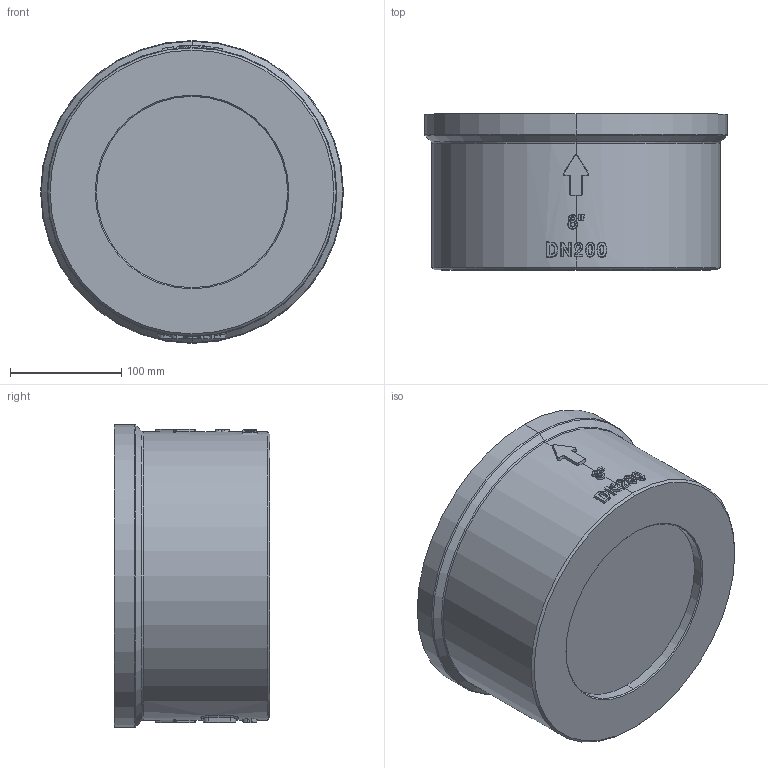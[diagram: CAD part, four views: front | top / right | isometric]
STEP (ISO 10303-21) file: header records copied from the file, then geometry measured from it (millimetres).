
FILE_DESCRIPTION (( 'STEP AP203' ), '1' );
FILE_NAME ('W6.DN200.STEP', '2023-06-23T09:05:51', ( '' ), ( '' ), 'SwSTEP 2.0', 'SolidWorks 2017', '' );
FILE_SCHEMA (( 'CONFIG_CONTROL_DESIGN' ));
Length unit declared in the file: millimetre
Products named in the file (1): W6.DN200
Bounding box: 272 x 140 x 272 mm (x, y, z)
Volume: 7049622.2 mm3; surface area: 237357.8 mm2
Topology: 1 solids, 1 shells, 241 faces, 629 edges, 409 vertices
Faces by surface type: plane 87, bspline 80, cone 34, cylinder 32, torus 8
Entity records: 16322 total; most frequent: CARTESIAN_POINT 11270, ORIENTED_EDGE 1258, DIRECTION 688, EDGE_CURVE 629, VERTEX_POINT 409, B_SPLINE_CURVE_WITH_KNOTS 264, EDGE_LOOP 260, AXIS2_PLACEMENT_3D 243
